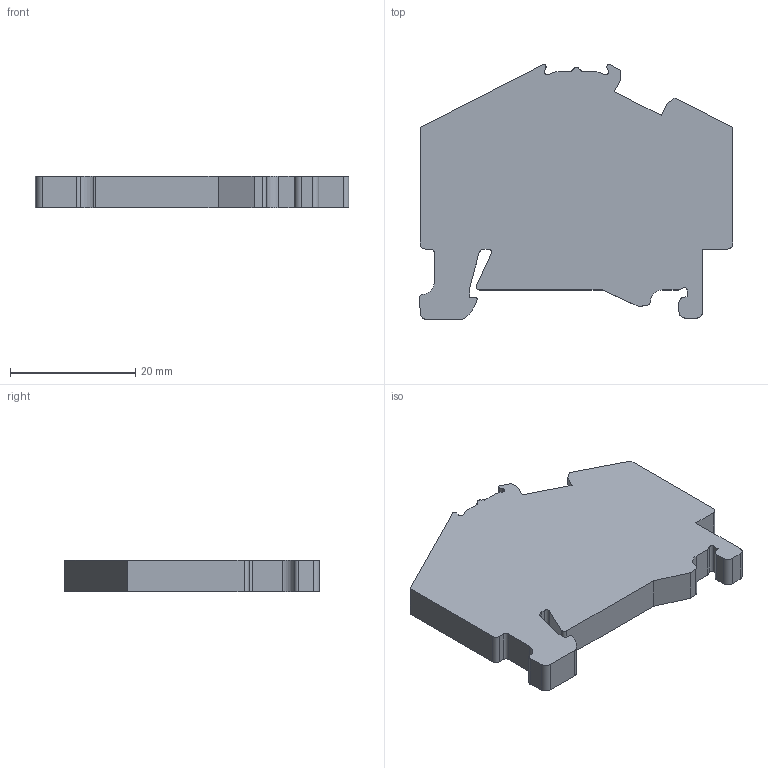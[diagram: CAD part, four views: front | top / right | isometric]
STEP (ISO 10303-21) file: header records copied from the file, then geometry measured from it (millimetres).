
FILE_DESCRIPTION(/* description */ (''),/* implementation_level */ '2;1');
FILE_NAME(/* name */ '225961.stp',/* time_stamp */ '2017-11-20T09:23:02+08:00',/* author */ (''),/* organization */ (''),/* preprocessor_version */ 'ST-DEVELOPER v14',/* originating_system */ 'SIEMENS PLM Software NX 8.0',/* authorisation */ '');
FILE_SCHEMA (('CONFIG_CONTROL_DESIGN'));
Length unit declared in the file: millimetre
Products named in the file (1): SP1161T1001_03
Bounding box: 50.14 x 40.75 x 5 mm (x, y, z)
Volume: 7793.6 mm3; surface area: 4232.5 mm2
Topology: 1 solids, 1 shells, 781 faces, 2148 edges, 1432 vertices
Faces by surface type: plane 421, cylinder 349, extrusion 11
Entity records: 25508 total; most frequent: CARTESIAN_POINT 4852, DIRECTION 4376, ORIENTED_EDGE 4296, EDGE_CURVE 2148, AXIS2_PLACEMENT_3D 1469, VECTOR 1438, VERTEX_POINT 1432, LINE 1427
